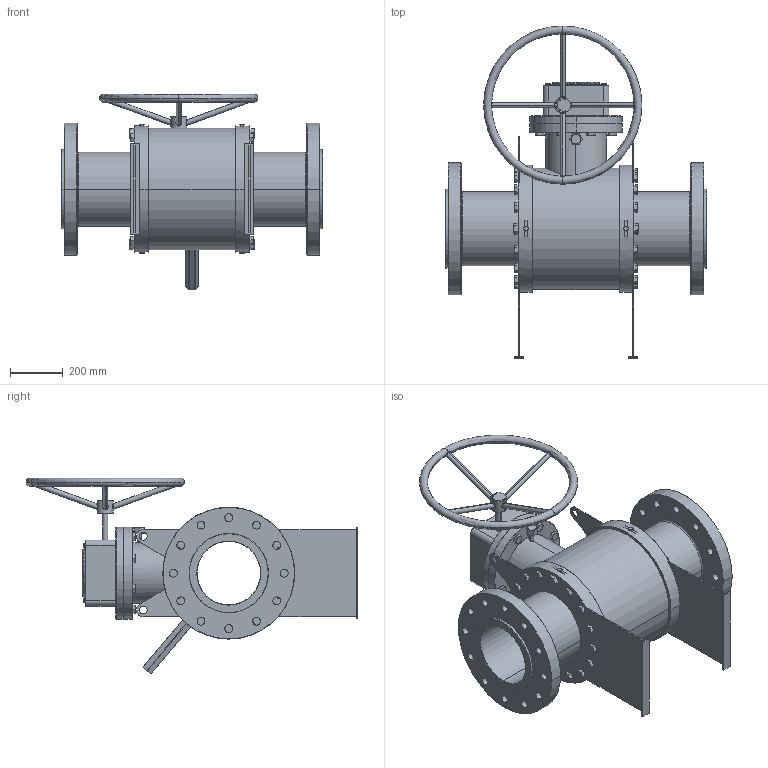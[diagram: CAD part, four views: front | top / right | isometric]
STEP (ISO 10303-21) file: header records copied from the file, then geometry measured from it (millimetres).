
FILE_DESCRIPTION (( 'STEP AP214' ), '1' );
FILE_NAME ('GB2_ANSI_1500_10IN_HD.STEP', '2025-09-29T17:20:55', ( '' ), ( '' ), 'SwSTEP 2.0', 'SolidWorks 2023', '' );
FILE_SCHEMA (( 'AUTOMOTIVE_DESIGN' ));
Length unit declared in the file: millimetre
Products named in the file (6): hex screw gradeab_iso_ISO 4017 - M10 x 20-N; hex screw gradeab_iso_ISO 4017 - M20 x 40-N; hex bolt_am_B18.2.3.5M - Hex bolt M20 x 2.5 x 80 --46N; GB2_ANSI_2500_1500; hex bolt_am_B18.2.3.5M - Hex bolt M24 x 3.0 x 100 --54N; GB2_ANSI_1500_10IN_HD
Assembly tree (49 placements, depth 2):
  GB2_ANSI_1500_10IN_HD
    GB2_ANSI_2500_1500
    hex screw gradeab_iso_ISO 4017 - M10 x 20-N  x8
    hex bolt_am_B18.2.3.5M - Hex bolt M20 x 2.5 x 80 --46N  x28
    hex bolt_am_B18.2.3.5M - Hex bolt M24 x 3.0 x 100 --54N  x4
    hex screw gradeab_iso_ISO 4017 - M20 x 40-N  x8
Bounding box: 991 x 1259 x 741.86 mm (x, y, z)
Volume: 101459471.3 mm3; surface area: 4664467.2 mm2
Topology: 50 solids, 50 shells, 1666 faces, 3708 edges, 2251 vertices
Faces by surface type: plane 738, cone 418, cylinder 376, bspline 70, torus 58, sphere 6
Entity records: 29080 total; most frequent: CARTESIAN_POINT 12466, DIRECTION 3413, ORIENTED_EDGE 3328, EDGE_CURVE 1664, AXIS2_PLACEMENT_3D 1327, VERTEX_POINT 1053, EDGE_LOOP 847, LINE 759
